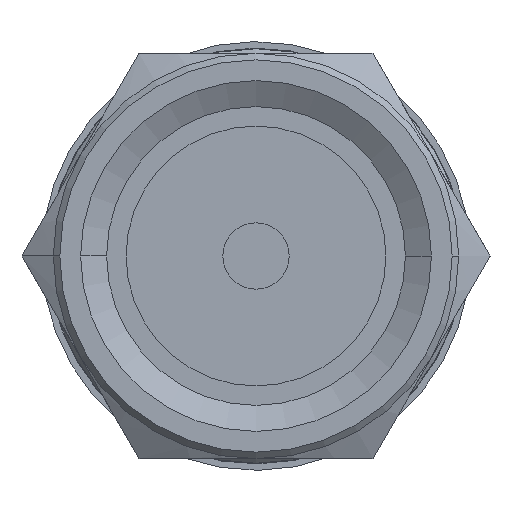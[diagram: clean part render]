
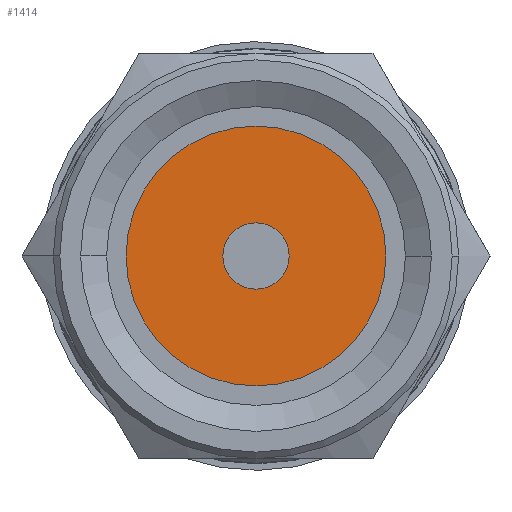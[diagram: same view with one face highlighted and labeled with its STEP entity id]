
A CAD part, left-side view. The second image highlights one B-rep face of the part: STEP entity #1414.
In plain terms, the highlighted face is planar.
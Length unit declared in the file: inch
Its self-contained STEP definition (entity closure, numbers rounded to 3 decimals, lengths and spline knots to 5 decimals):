
#29 = CARTESIAN_POINT ( 'NONE',  ( 0., 0.13669, 0. ) ) ;
#66 = ORIENTED_EDGE ( 'NONE', *, *, #1173, .F. ) ;
#77 = CARTESIAN_POINT ( 'NONE',  ( 0., 0.13669, 0.1 ) ) ;
#242 = FACE_BOUND ( 'NONE', #840, .T. ) ;
#322 = CIRCLE ( 'NONE', #1932, 0.0255 ) ;
#352 = EDGE_LOOP ( 'NONE', ( #3307, #1593 ) ) ;
#469 = DIRECTION ( 'NONE',  ( 0., 1., 0. ) ) ;
#496 = ORIENTED_EDGE ( 'NONE', *, *, #800, .F. ) ;
#723 = CIRCLE ( 'NONE', #2738, 0.0255 ) ;
#798 = DIRECTION ( 'NONE',  ( 0., 1., 0. ) ) ;
#800 = EDGE_CURVE ( 'NONE', #1135, #825, #322, .T. ) ;
#825 = VERTEX_POINT ( 'NONE', #2662 ) ;
#840 = EDGE_LOOP ( 'NONE', ( #66, #496 ) ) ;
#1135 = VERTEX_POINT ( 'NONE', #2969 ) ;
#1173 = EDGE_CURVE ( 'NONE', #825, #1135, #723, .T. ) ;
#1303 = DIRECTION ( 'NONE',  ( 0., 1., 0. ) ) ;
#1403 = CARTESIAN_POINT ( 'NONE',  ( 0., 0.13669, -0.1 ) ) ;
#1414 = ADVANCED_FACE ( 'NONE', ( #242, #2358 ), #3447, .T. ) ;
#1486 = CIRCLE ( 'NONE', #2357, 0.1 ) ;
#1593 = ORIENTED_EDGE ( 'NONE', *, *, #2211, .T. ) ;
#1932 = AXIS2_PLACEMENT_3D ( 'NONE', #2736, #798, #3492 ) ;
#1960 = AXIS2_PLACEMENT_3D ( 'NONE', #2954, #469, #2697 ) ;
#2193 = DIRECTION ( 'NONE',  ( 0., 0., 1. ) ) ;
#2211 = EDGE_CURVE ( 'NONE', #2378, #3425, #3052, .T. ) ;
#2357 = AXIS2_PLACEMENT_3D ( 'NONE', #2656, #3219, #2896 ) ;
#2358 = FACE_OUTER_BOUND ( 'NONE', #352, .T. ) ;
#2378 = VERTEX_POINT ( 'NONE', #1403 ) ;
#2656 = CARTESIAN_POINT ( 'NONE',  ( 0., 0.13669, 0. ) ) ;
#2662 = CARTESIAN_POINT ( 'NONE',  ( 0., 0.13669, 0.0255 ) ) ;
#2697 = DIRECTION ( 'NONE',  ( 0., 0., 1. ) ) ;
#2736 = CARTESIAN_POINT ( 'NONE',  ( 0., 0.13669, 0. ) ) ;
#2738 = AXIS2_PLACEMENT_3D ( 'NONE', #2916, #1303, #3508 ) ;
#2767 = EDGE_CURVE ( 'NONE', #3425, #2378, #1486, .T. ) ;
#2896 = DIRECTION ( 'NONE',  ( 0., 0., 1. ) ) ;
#2916 = CARTESIAN_POINT ( 'NONE',  ( 0., 0.13669, 0. ) ) ;
#2954 = CARTESIAN_POINT ( 'NONE',  ( 0., 0.13669, 0. ) ) ;
#2969 = CARTESIAN_POINT ( 'NONE',  ( 0., 0.13669, -0.0255 ) ) ;
#3004 = DIRECTION ( 'NONE',  ( 0., 1., 0. ) ) ;
#3052 = CIRCLE ( 'NONE', #1960, 0.1 ) ;
#3219 = DIRECTION ( 'NONE',  ( 0., 1., 0. ) ) ;
#3307 = ORIENTED_EDGE ( 'NONE', *, *, #2767, .T. ) ;
#3424 = AXIS2_PLACEMENT_3D ( 'NONE', #29, #3004, #2193 ) ;
#3425 = VERTEX_POINT ( 'NONE', #77 ) ;
#3447 = PLANE ( 'NONE',  #3424 ) ;
#3492 = DIRECTION ( 'NONE',  ( 0., 0., 1. ) ) ;
#3508 = DIRECTION ( 'NONE',  ( 0., 0., 1. ) ) ;
